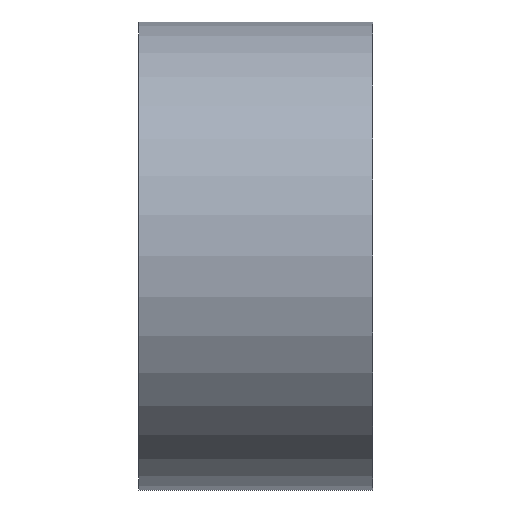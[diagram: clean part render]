
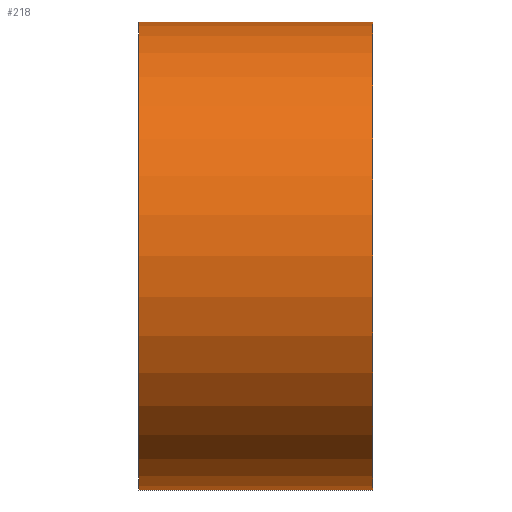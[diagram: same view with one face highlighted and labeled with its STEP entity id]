
A CAD part, front view. The second image highlights one B-rep face of the part: STEP entity #218.
In plain terms, the highlighted cylindrical face has radius 3 mm (diameter 6 mm), a full revolution.
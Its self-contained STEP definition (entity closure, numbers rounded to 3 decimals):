
#17=LINE('',#392,#23);
#23=VECTOR('',#319,3.);
#29=CYLINDRICAL_SURFACE('',#256,3.);
#44=FACE_OUTER_BOUND('',#59,.T.);
#59=EDGE_LOOP('',(#171,#172,#173,#174,#175,#176));
#79=CIRCLE('',#254,3.);
#80=CIRCLE('',#255,3.);
#81=CIRCLE('',#257,3.);
#82=CIRCLE('',#258,3.);
#103=VERTEX_POINT('',#383);
#104=VERTEX_POINT('',#384);
#105=VERTEX_POINT('',#388);
#106=VERTEX_POINT('',#389);
#129=EDGE_CURVE('',#103,#104,#79,.T.);
#130=EDGE_CURVE('',#104,#103,#80,.T.);
#131=EDGE_CURVE('',#105,#106,#81,.T.);
#132=EDGE_CURVE('',#106,#105,#82,.T.);
#133=EDGE_CURVE('',#106,#104,#17,.T.);
#171=ORIENTED_EDGE('',*,*,#131,.F.);
#172=ORIENTED_EDGE('',*,*,#132,.F.);
#173=ORIENTED_EDGE('',*,*,#133,.T.);
#174=ORIENTED_EDGE('',*,*,#130,.T.);
#175=ORIENTED_EDGE('',*,*,#129,.T.);
#176=ORIENTED_EDGE('',*,*,#133,.F.);
#218=ADVANCED_FACE('',(#44),#29,.T.);
#254=AXIS2_PLACEMENT_3D('',#385,#309,#310);
#255=AXIS2_PLACEMENT_3D('',#386,#311,#312);
#256=AXIS2_PLACEMENT_3D('',#387,#313,#314);
#257=AXIS2_PLACEMENT_3D('',#390,#315,#316);
#258=AXIS2_PLACEMENT_3D('',#391,#317,#318);
#309=DIRECTION('center_axis',(-1.,0.,0.));
#310=DIRECTION('ref_axis',(0.,0.,1.));
#311=DIRECTION('center_axis',(-1.,0.,0.));
#312=DIRECTION('ref_axis',(0.,0.,1.));
#313=DIRECTION('center_axis',(-1.,0.,0.));
#314=DIRECTION('ref_axis',(0.,0.,1.));
#315=DIRECTION('center_axis',(-1.,0.,0.));
#316=DIRECTION('ref_axis',(0.,0.,1.));
#317=DIRECTION('center_axis',(-1.,0.,0.));
#318=DIRECTION('ref_axis',(0.,0.,1.));
#319=DIRECTION('',(1.,0.,0.));
#383=CARTESIAN_POINT('',(1.5,0.,3.));
#384=CARTESIAN_POINT('',(1.5,0.,-3.));
#385=CARTESIAN_POINT('Origin',(1.5,0.,0.));
#386=CARTESIAN_POINT('Origin',(1.5,0.,0.));
#387=CARTESIAN_POINT('Origin',(0.,0.,0.));
#388=CARTESIAN_POINT('',(-1.5,0.,3.));
#389=CARTESIAN_POINT('',(-1.5,0.,-3.));
#390=CARTESIAN_POINT('Origin',(-1.5,0.,0.));
#391=CARTESIAN_POINT('Origin',(-1.5,0.,0.));
#392=CARTESIAN_POINT('',(0.,0.,-3.));
